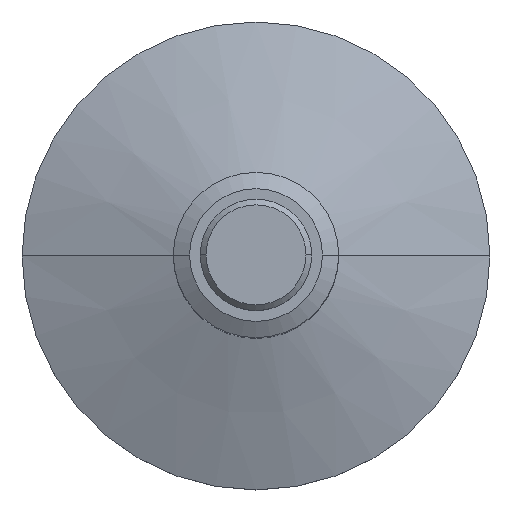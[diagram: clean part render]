
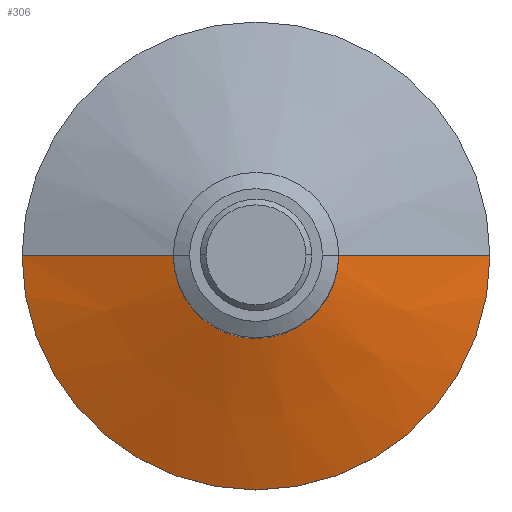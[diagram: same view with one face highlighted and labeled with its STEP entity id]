
A CAD part, top view. The second image highlights one B-rep face of the part: STEP entity #306.
In plain terms, the highlighted conical face has half-angle 70 degrees and reference radius 25.2 mm.
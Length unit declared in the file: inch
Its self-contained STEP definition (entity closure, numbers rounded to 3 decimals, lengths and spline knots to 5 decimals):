
#29 = DIRECTION ( 'NONE',  ( -1., 0., 0. ) ) ;
#75 = CARTESIAN_POINT ( 'NONE',  ( 0.67126, 0., -2.56639 ) ) ;
#133 = CIRCLE ( 'NONE', #344, 0.99213 ) ;
#170 = VECTOR ( 'NONE', #592, 39.37008 ) ;
#191 = ORIENTED_EDGE ( 'NONE', *, *, #662, .T. ) ;
#203 = EDGE_CURVE ( 'NONE', #979, #519, #861, .T. ) ;
#217 = VERTEX_POINT ( 'NONE', #479 ) ;
#228 = ORIENTED_EDGE ( 'NONE', *, *, #472, .T. ) ;
#256 = FACE_OUTER_BOUND ( 'NONE', #876, .T. ) ;
#283 = DIRECTION ( 'NONE',  ( 0., 0., 1. ) ) ;
#306 = ADVANCED_FACE ( 'NONE', ( #256 ), #1015, .T. ) ;
#310 = LINE ( 'NONE', #75, #311 ) ;
#311 = VECTOR ( 'NONE', #315, 39.37008 ) ;
#315 = DIRECTION ( 'NONE',  ( -0.94, 0., 0.342 ) ) ;
#336 = DIRECTION ( 'NONE',  ( 0., 0., 1. ) ) ;
#344 = AXIS2_PLACEMENT_3D ( 'NONE', #670, #283, #513 ) ;
#407 = EDGE_CURVE ( 'NONE', #217, #747, #133, .T. ) ;
#412 = DIRECTION ( 'NONE',  ( -1., 0., 0. ) ) ;
#417 = DIRECTION ( 'NONE',  ( 0., 0., -1. ) ) ;
#424 = CARTESIAN_POINT ( 'NONE',  ( -0.67126, 0., -2.56639 ) ) ;
#472 = EDGE_CURVE ( 'NONE', #979, #217, #527, .T. ) ;
#479 = CARTESIAN_POINT ( 'NONE',  ( -0.99213, 0., -2.68318 ) ) ;
#482 = CARTESIAN_POINT ( 'NONE',  ( 0., 0., -2.68318 ) ) ;
#513 = DIRECTION ( 'NONE',  ( -1., 0., 0. ) ) ;
#517 = CARTESIAN_POINT ( 'NONE',  ( 0.99213, 0., -2.68318 ) ) ;
#519 = VERTEX_POINT ( 'NONE', #543 ) ;
#527 = LINE ( 'NONE', #424, #170 ) ;
#543 = CARTESIAN_POINT ( 'NONE',  ( 0.35039, 0., -2.44961 ) ) ;
#592 = DIRECTION ( 'NONE',  ( -0.94, 0., -0.342 ) ) ;
#662 = EDGE_CURVE ( 'NONE', #747, #519, #310, .T. ) ;
#670 = CARTESIAN_POINT ( 'NONE',  ( 0., 0., -2.68318 ) ) ;
#677 = AXIS2_PLACEMENT_3D ( 'NONE', #482, #417, #412 ) ;
#718 = CARTESIAN_POINT ( 'NONE',  ( -0.35039, 0., -2.44961 ) ) ;
#732 = CARTESIAN_POINT ( 'NONE',  ( 0., 0., -2.44961 ) ) ;
#747 = VERTEX_POINT ( 'NONE', #517 ) ;
#773 = ORIENTED_EDGE ( 'NONE', *, *, #407, .T. ) ;
#826 = AXIS2_PLACEMENT_3D ( 'NONE', #732, #336, #29 ) ;
#861 = CIRCLE ( 'NONE', #826, 0.35039 ) ;
#876 = EDGE_LOOP ( 'NONE', ( #191, #960, #228, #773 ) ) ;
#960 = ORIENTED_EDGE ( 'NONE', *, *, #203, .F. ) ;
#979 = VERTEX_POINT ( 'NONE', #718 ) ;
#1015 = CONICAL_SURFACE ( 'NONE', #677, 0.99213, 1.222 ) ;
